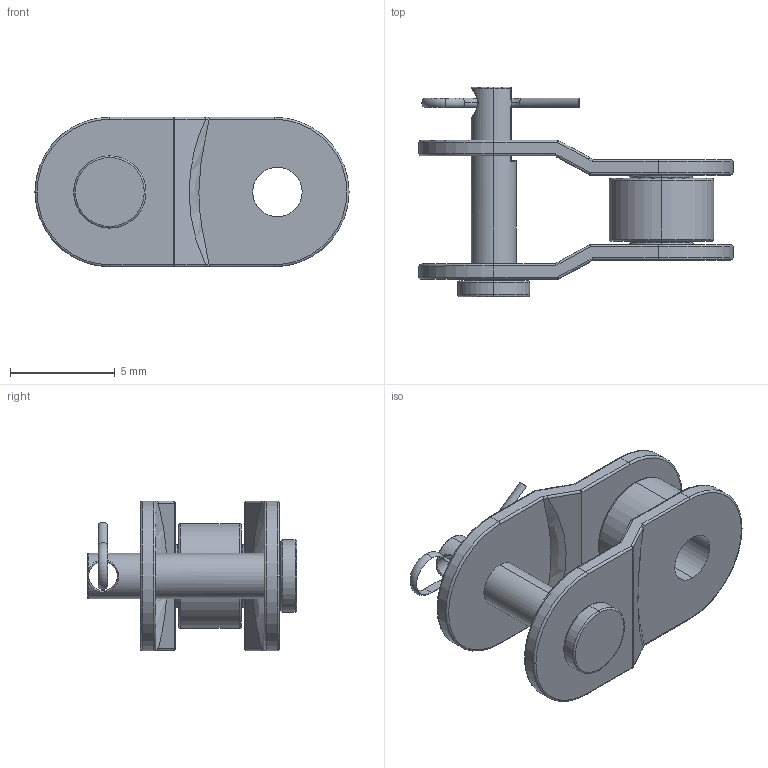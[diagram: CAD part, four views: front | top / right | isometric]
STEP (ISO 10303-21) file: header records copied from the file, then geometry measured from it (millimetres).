
FILE_DESCRIPTION (( 'STEP AP203' ), '1' );
FILE_NAME ('3308-0008-0002.STEP', '2018-06-06T20:27:02', ( '' ), ( '' ), 'SwSTEP 2.0', 'SolidWorks 2016', '' );
FILE_SCHEMA (( 'CONFIG_CONTROL_DESIGN' ));
Length unit declared in the file: millimetre
Products named in the file (4): 3308-0008-0002; 3308-0008 Connecting Link; 3308-0008 Connecting Link Cotter Pin; 3308-0008 Connecting link Clevis Pin
Assembly tree (3 placements, depth 2):
  3308-0008-0002
    3308-0008 Connecting Link
    3308-0008 Connecting link Clevis Pin
    3308-0008 Connecting Link Cotter Pin
Bounding box: 15 x 10 x 7.15 mm (x, y, z)
Volume: 213.7 mm3; surface area: 634.2 mm2
Topology: 3 solids, 3 shells, 156 faces, 364 edges, 203 vertices
Faces by surface type: cylinder 63, torus 36, plane 29, bspline 18, sphere 10
Entity records: 5339 total; most frequent: CARTESIAN_POINT 1507, DIRECTION 763, ORIENTED_EDGE 700, EDGE_CURVE 350, AXIS2_PLACEMENT_3D 327, VERTEX_POINT 203, CIRCLE 183, EDGE_LOOP 167
